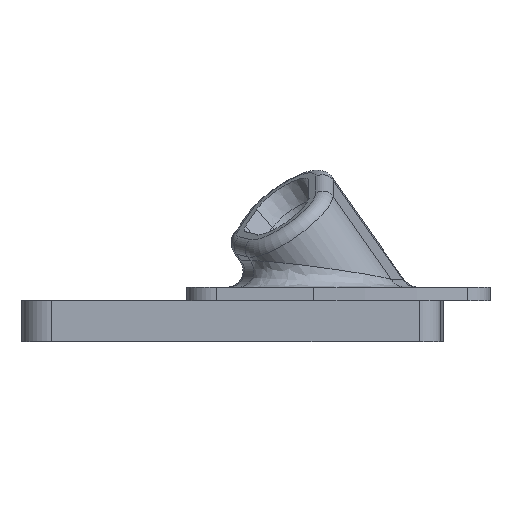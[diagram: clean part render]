
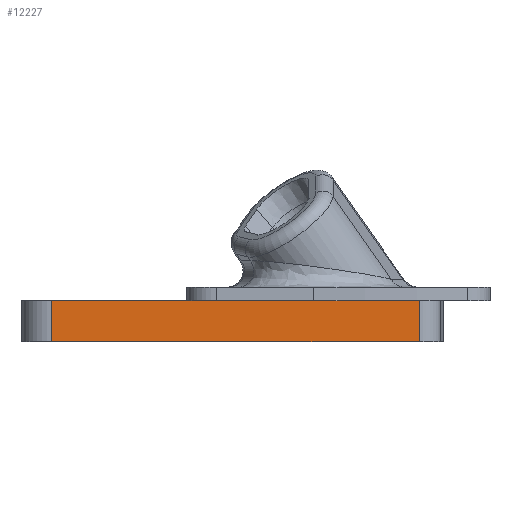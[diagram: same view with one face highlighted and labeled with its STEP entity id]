
A CAD part, left-side view. The second image highlights one B-rep face of the part: STEP entity #12227.
In plain terms, the highlighted planar face has unit normal (-1, 0, 0).
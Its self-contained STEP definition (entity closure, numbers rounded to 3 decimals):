
#5676 = PLANE('',#5677);
#5677 = AXIS2_PLACEMENT_3D('',#5678,#5679,#5680);
#5678 = CARTESIAN_POINT('',(0.,0.,-1.6));
#5679 = DIRECTION('',(0.,0.,1.));
#5680 = DIRECTION('',(1.,0.,0.));
#6139 = VERTEX_POINT('',#6140);
#6140 = CARTESIAN_POINT('',(-72.8,18.4,-1.6));
#6154 = PLANE('',#6155);
#6155 = AXIS2_PLACEMENT_3D('',#6156,#6157,#6158);
#6156 = CARTESIAN_POINT('',(0.,12.8,-1.6));
#6157 = DIRECTION('',(0.,0.,-1.));
#6158 = DIRECTION('',(-1.,0.,0.));
#9915 = EDGE_CURVE('',#6139,#9916,#9918,.T.);
#9916 = VERTEX_POINT('',#9917);
#9917 = CARTESIAN_POINT('',(-72.8,-9.8,-1.6));
#9918 = SURFACE_CURVE('',#9919,(#9923,#9930),.PCURVE_S1.);
#9919 = LINE('',#9920,#9921);
#9920 = CARTESIAN_POINT('',(-72.8,-4.9,-1.6));
#9921 = VECTOR('',#9922,1.);
#9922 = DIRECTION('',(0.,-1.,0.));
#9923 = PCURVE('',#5676,#9924);
#9924 = DEFINITIONAL_REPRESENTATION('',(#9925),#9929);
#9925 = LINE('',#9926,#9927);
#9926 = CARTESIAN_POINT('',(-72.8,-4.9));
#9927 = VECTOR('',#9928,1.);
#9928 = DIRECTION('',(0.,-1.));
#9929 = ( GEOMETRIC_REPRESENTATION_CONTEXT(2) 
PARAMETRIC_REPRESENTATION_CONTEXT() REPRESENTATION_CONTEXT('2D SPACE',''
  ) );
#9930 = PCURVE('',#9931,#9936);
#9931 = PLANE('',#9932);
#9932 = AXIS2_PLACEMENT_3D('',#9933,#9934,#9935);
#9933 = CARTESIAN_POINT('',(-72.8,-9.8,-1.6));
#9934 = DIRECTION('',(-1.,0.,0.));
#9935 = DIRECTION('',(0.,1.,0.));
#9936 = DEFINITIONAL_REPRESENTATION('',(#9937),#9941);
#9937 = LINE('',#9938,#9939);
#9938 = CARTESIAN_POINT('',(4.9,0.));
#9939 = VECTOR('',#9940,1.);
#9940 = DIRECTION('',(-1.,0.));
#9941 = ( GEOMETRIC_REPRESENTATION_CONTEXT(2) 
PARAMETRIC_REPRESENTATION_CONTEXT() REPRESENTATION_CONTEXT('2D SPACE',''
  ) );
#9960 = CYLINDRICAL_SURFACE('',#9961,2.6);
#9961 = AXIS2_PLACEMENT_3D('',#9962,#9963,#9964);
#9962 = CARTESIAN_POINT('',(-70.2,-9.8,-1.6));
#9963 = DIRECTION('',(0.,0.,-1.));
#9964 = DIRECTION('',(0.,-1.,0.));
#10486 = VERTEX_POINT('',#10487);
#10487 = CARTESIAN_POINT('',(-72.8,34.8,-1.6));
#10502 = CYLINDRICAL_SURFACE('',#10503,3.6);
#10503 = AXIS2_PLACEMENT_3D('',#10504,#10505,#10506);
#10504 = CARTESIAN_POINT('',(-69.2,34.8,-1.6));
#10505 = DIRECTION('',(0.,0.,-1.));
#10506 = DIRECTION('',(-1.,0.,0.));
#10514 = EDGE_CURVE('',#6139,#10486,#10515,.T.);
#10515 = SURFACE_CURVE('',#10516,(#10520,#10527),.PCURVE_S1.);
#10516 = LINE('',#10517,#10518);
#10517 = CARTESIAN_POINT('',(-72.8,-9.8,-1.6));
#10518 = VECTOR('',#10519,1.);
#10519 = DIRECTION('',(0.,1.,0.));
#10520 = PCURVE('',#6154,#10521);
#10521 = DEFINITIONAL_REPRESENTATION('',(#10522),#10526);
#10522 = LINE('',#10523,#10524);
#10523 = CARTESIAN_POINT('',(72.8,-22.6));
#10524 = VECTOR('',#10525,1.);
#10525 = DIRECTION('',(0.,1.));
#10526 = ( GEOMETRIC_REPRESENTATION_CONTEXT(2) 
PARAMETRIC_REPRESENTATION_CONTEXT() REPRESENTATION_CONTEXT('2D SPACE',''
  ) );
#10527 = PCURVE('',#9931,#10528);
#10528 = DEFINITIONAL_REPRESENTATION('',(#10529),#10533);
#10529 = LINE('',#10530,#10531);
#10530 = CARTESIAN_POINT('',(0.,0.));
#10531 = VECTOR('',#10532,1.);
#10532 = DIRECTION('',(1.,0.));
#10533 = ( GEOMETRIC_REPRESENTATION_CONTEXT(2) 
PARAMETRIC_REPRESENTATION_CONTEXT() REPRESENTATION_CONTEXT('2D SPACE',''
  ) );
#12227 = ADVANCED_FACE('',(#12228),#9931,.T.);
#12228 = FACE_BOUND('',#12229,.T.);
#12229 = EDGE_LOOP('',(#12230,#12231,#12232,#12255,#12283));
#12230 = ORIENTED_EDGE('',*,*,#9915,.F.);
#12231 = ORIENTED_EDGE('',*,*,#10514,.T.);
#12232 = ORIENTED_EDGE('',*,*,#12233,.T.);
#12233 = EDGE_CURVE('',#10486,#12234,#12236,.T.);
#12234 = VERTEX_POINT('',#12235);
#12235 = CARTESIAN_POINT('',(-72.8,34.8,-6.6));
#12236 = SURFACE_CURVE('',#12237,(#12241,#12248),.PCURVE_S1.);
#12237 = LINE('',#12238,#12239);
#12238 = CARTESIAN_POINT('',(-72.8,34.8,-1.6));
#12239 = VECTOR('',#12240,1.);
#12240 = DIRECTION('',(0.,0.,-1.));
#12241 = PCURVE('',#9931,#12242);
#12242 = DEFINITIONAL_REPRESENTATION('',(#12243),#12247);
#12243 = LINE('',#12244,#12245);
#12244 = CARTESIAN_POINT('',(44.6,0.));
#12245 = VECTOR('',#12246,1.);
#12246 = DIRECTION('',(0.,1.));
#12247 = ( GEOMETRIC_REPRESENTATION_CONTEXT(2) 
PARAMETRIC_REPRESENTATION_CONTEXT() REPRESENTATION_CONTEXT('2D SPACE',''
  ) );
#12248 = PCURVE('',#10502,#12249);
#12249 = DEFINITIONAL_REPRESENTATION('',(#12250),#12254);
#12250 = LINE('',#12251,#12252);
#12251 = CARTESIAN_POINT('',(0.,0.));
#12252 = VECTOR('',#12253,1.);
#12253 = DIRECTION('',(0.,1.));
#12254 = ( GEOMETRIC_REPRESENTATION_CONTEXT(2) 
PARAMETRIC_REPRESENTATION_CONTEXT() REPRESENTATION_CONTEXT('2D SPACE',''
  ) );
#12255 = ORIENTED_EDGE('',*,*,#12256,.F.);
#12256 = EDGE_CURVE('',#12257,#12234,#12259,.T.);
#12257 = VERTEX_POINT('',#12258);
#12258 = CARTESIAN_POINT('',(-72.8,-9.8,-6.6));
#12259 = SURFACE_CURVE('',#12260,(#12264,#12271),.PCURVE_S1.);
#12260 = LINE('',#12261,#12262);
#12261 = CARTESIAN_POINT('',(-72.8,-9.8,-6.6));
#12262 = VECTOR('',#12263,1.);
#12263 = DIRECTION('',(0.,1.,0.));
#12264 = PCURVE('',#9931,#12265);
#12265 = DEFINITIONAL_REPRESENTATION('',(#12266),#12270);
#12266 = LINE('',#12267,#12268);
#12267 = CARTESIAN_POINT('',(0.,5.));
#12268 = VECTOR('',#12269,1.);
#12269 = DIRECTION('',(1.,0.));
#12270 = ( GEOMETRIC_REPRESENTATION_CONTEXT(2) 
PARAMETRIC_REPRESENTATION_CONTEXT() REPRESENTATION_CONTEXT('2D SPACE',''
  ) );
#12271 = PCURVE('',#12272,#12277);
#12272 = PLANE('',#12273);
#12273 = AXIS2_PLACEMENT_3D('',#12274,#12275,#12276);
#12274 = CARTESIAN_POINT('',(0.,12.8,-6.6));
#12275 = DIRECTION('',(0.,0.,-1.));
#12276 = DIRECTION('',(-1.,0.,0.));
#12277 = DEFINITIONAL_REPRESENTATION('',(#12278),#12282);
#12278 = LINE('',#12279,#12280);
#12279 = CARTESIAN_POINT('',(72.8,-22.6));
#12280 = VECTOR('',#12281,1.);
#12281 = DIRECTION('',(0.,1.));
#12282 = ( GEOMETRIC_REPRESENTATION_CONTEXT(2) 
PARAMETRIC_REPRESENTATION_CONTEXT() REPRESENTATION_CONTEXT('2D SPACE',''
  ) );
#12283 = ORIENTED_EDGE('',*,*,#12284,.F.);
#12284 = EDGE_CURVE('',#9916,#12257,#12285,.T.);
#12285 = SURFACE_CURVE('',#12286,(#12290,#12297),.PCURVE_S1.);
#12286 = LINE('',#12287,#12288);
#12287 = CARTESIAN_POINT('',(-72.8,-9.8,-1.6));
#12288 = VECTOR('',#12289,1.);
#12289 = DIRECTION('',(0.,0.,-1.));
#12290 = PCURVE('',#9931,#12291);
#12291 = DEFINITIONAL_REPRESENTATION('',(#12292),#12296);
#12292 = LINE('',#12293,#12294);
#12293 = CARTESIAN_POINT('',(0.,0.));
#12294 = VECTOR('',#12295,1.);
#12295 = DIRECTION('',(0.,1.));
#12296 = ( GEOMETRIC_REPRESENTATION_CONTEXT(2) 
PARAMETRIC_REPRESENTATION_CONTEXT() REPRESENTATION_CONTEXT('2D SPACE',''
  ) );
#12297 = PCURVE('',#9960,#12298);
#12298 = DEFINITIONAL_REPRESENTATION('',(#12299),#12303);
#12299 = LINE('',#12300,#12301);
#12300 = CARTESIAN_POINT('',(1.571,0.));
#12301 = VECTOR('',#12302,1.);
#12302 = DIRECTION('',(0.,1.));
#12303 = ( GEOMETRIC_REPRESENTATION_CONTEXT(2) 
PARAMETRIC_REPRESENTATION_CONTEXT() REPRESENTATION_CONTEXT('2D SPACE',''
  ) );
